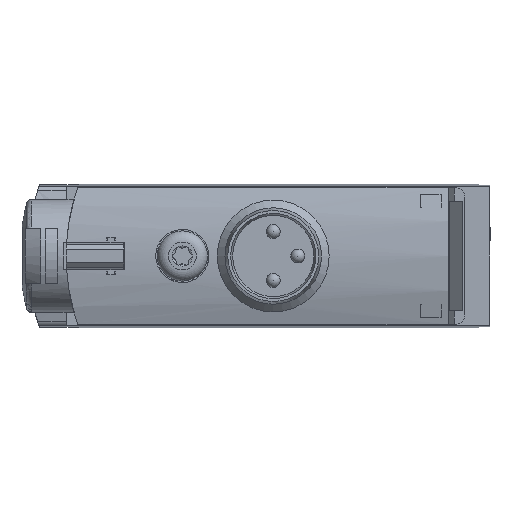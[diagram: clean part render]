
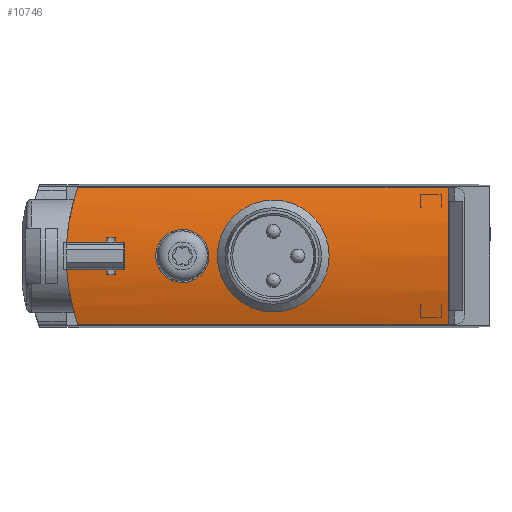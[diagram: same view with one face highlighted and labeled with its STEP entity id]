
A CAD part, left-side view. The second image highlights one B-rep face of the part: STEP entity #10746.
In plain terms, the highlighted cylindrical face has radius 15 mm (diameter 30 mm), a partial arc.
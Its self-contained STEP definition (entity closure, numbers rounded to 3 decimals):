
#521=B_SPLINE_CURVE_WITH_KNOTS('',3,(#18812,#18813,#18814,#18815,#18816,
#18817,#18818,#18819,#18820,#18821,#18822),.UNSPECIFIED.,.T.,.F.,(1,1,1,
1,1,1,1,1,1,1,1,1,1,1,1),(-0.004,-0.003,-0.001,
0.,0.001,0.003,0.004,0.006,
0.007,0.009,0.01,0.012,
0.013,0.015,0.016),.UNSPECIFIED.);
#522=B_SPLINE_CURVE_WITH_KNOTS('',3,(#18856,#18857,#18858,#18859,#18860,
#18861,#18862,#18863,#18864,#18865,#18866),.UNSPECIFIED.,.T.,.F.,(1,1,1,
1,1,1,1,1,1,1,1,1,1,1,1),(-0.008,-0.006,-0.003,
0.,0.003,0.006,0.008,0.011,
0.014,0.017,0.02,0.023,
0.025,0.028,0.031),.UNSPECIFIED.);
#569=ELLIPSE('',#13201,21.213,15.);
#570=ELLIPSE('',#13207,21.213,15.);
#1263=LINE('',#18824,#2354);
#1264=LINE('',#18829,#2355);
#1265=LINE('',#18833,#2356);
#1266=LINE('',#18837,#2357);
#1267=LINE('',#18841,#2358);
#1268=LINE('',#18845,#2359);
#1269=LINE('',#18849,#2360);
#1270=LINE('',#18853,#2361);
#2354=VECTOR('',#15530,1000.);
#2355=VECTOR('',#15533,1000.);
#2356=VECTOR('',#15536,1000.);
#2357=VECTOR('',#15539,1000.);
#2358=VECTOR('',#15542,1000.);
#2359=VECTOR('',#15545,1000.);
#2360=VECTOR('',#15548,1000.);
#2361=VECTOR('',#15551,1000.);
#4701=ORIENTED_EDGE('',*,*,#6810,.F.);
#4702=ORIENTED_EDGE('',*,*,#6811,.F.);
#4703=ORIENTED_EDGE('',*,*,#6812,.T.);
#4704=ORIENTED_EDGE('',*,*,#6813,.T.);
#4705=ORIENTED_EDGE('',*,*,#6814,.T.);
#4706=ORIENTED_EDGE('',*,*,#6815,.T.);
#4707=ORIENTED_EDGE('',*,*,#6816,.T.);
#4708=ORIENTED_EDGE('',*,*,#6817,.T.);
#4709=ORIENTED_EDGE('',*,*,#6818,.T.);
#4710=ORIENTED_EDGE('',*,*,#6819,.T.);
#4711=ORIENTED_EDGE('',*,*,#6820,.T.);
#4712=ORIENTED_EDGE('',*,*,#6821,.T.);
#4713=ORIENTED_EDGE('',*,*,#6822,.T.);
#4714=ORIENTED_EDGE('',*,*,#6823,.T.);
#4715=ORIENTED_EDGE('',*,*,#6824,.T.);
#4716=ORIENTED_EDGE('',*,*,#6825,.T.);
#4717=ORIENTED_EDGE('',*,*,#6826,.T.);
#4718=ORIENTED_EDGE('',*,*,#6827,.F.);
#6810=EDGE_CURVE('',#8042,#8042,#521,.T.);
#6811=EDGE_CURVE('',#8043,#8044,#1263,.T.);
#6812=EDGE_CURVE('',#8043,#8045,#569,.T.);
#6813=EDGE_CURVE('',#8045,#8046,#1264,.T.);
#6814=EDGE_CURVE('',#8046,#8047,#8653,.F.);
#6815=EDGE_CURVE('',#8047,#8048,#1265,.T.);
#6816=EDGE_CURVE('',#8048,#8049,#8654,.F.);
#6817=EDGE_CURVE('',#8049,#8050,#1266,.T.);
#6818=EDGE_CURVE('',#8050,#8051,#8655,.F.);
#6819=EDGE_CURVE('',#8051,#8052,#1267,.F.);
#6820=EDGE_CURVE('',#8052,#8053,#8656,.F.);
#6821=EDGE_CURVE('',#8053,#8054,#1268,.F.);
#6822=EDGE_CURVE('',#8054,#8055,#8657,.F.);
#6823=EDGE_CURVE('',#8055,#8056,#1269,.F.);
#6824=EDGE_CURVE('',#8056,#8057,#570,.T.);
#6825=EDGE_CURVE('',#8057,#8058,#1270,.T.);
#6826=EDGE_CURVE('',#8058,#8044,#8658,.T.);
#6827=EDGE_CURVE('',#8059,#8059,#522,.T.);
#8042=VERTEX_POINT('',#18823);
#8043=VERTEX_POINT('',#18825);
#8044=VERTEX_POINT('',#18826);
#8045=VERTEX_POINT('',#18828);
#8046=VERTEX_POINT('',#18830);
#8047=VERTEX_POINT('',#18832);
#8048=VERTEX_POINT('',#18834);
#8049=VERTEX_POINT('',#18836);
#8050=VERTEX_POINT('',#18838);
#8051=VERTEX_POINT('',#18840);
#8052=VERTEX_POINT('',#18842);
#8053=VERTEX_POINT('',#18844);
#8054=VERTEX_POINT('',#18846);
#8055=VERTEX_POINT('',#18848);
#8056=VERTEX_POINT('',#18850);
#8057=VERTEX_POINT('',#18852);
#8058=VERTEX_POINT('',#18854);
#8059=VERTEX_POINT('',#18867);
#8653=CIRCLE('',#13202,15.);
#8654=CIRCLE('',#13203,15.);
#8655=CIRCLE('',#13204,15.);
#8656=CIRCLE('',#13205,15.);
#8657=CIRCLE('',#13206,15.);
#8658=CIRCLE('',#13208,15.);
#9247=EDGE_LOOP('',(#4701));
#9248=EDGE_LOOP('',(#4702,#4703,#4704,#4705,#4706,#4707,#4708,#4709,#4710,
#4711,#4712,#4713,#4714,#4715,#4716,#4717));
#9249=EDGE_LOOP('',(#4718));
#9966=FACE_BOUND('',#9247,.T.);
#9967=FACE_BOUND('',#9248,.T.);
#9968=FACE_BOUND('',#9249,.T.);
#10307=CYLINDRICAL_SURFACE('',#13200,15.);
#10746=ADVANCED_FACE('',(#9966,#9967,#9968),#10307,.T.);
#13200=AXIS2_PLACEMENT_3D('',#18811,#15528,#15529);
#13201=AXIS2_PLACEMENT_3D('',#18827,#15531,#15532);
#13202=AXIS2_PLACEMENT_3D('',#18831,#15534,#15535);
#13203=AXIS2_PLACEMENT_3D('',#18835,#15537,#15538);
#13204=AXIS2_PLACEMENT_3D('',#18839,#15540,#15541);
#13205=AXIS2_PLACEMENT_3D('',#18843,#15543,#15544);
#13206=AXIS2_PLACEMENT_3D('',#18847,#15546,#15547);
#13207=AXIS2_PLACEMENT_3D('',#18851,#15549,#15550);
#13208=AXIS2_PLACEMENT_3D('',#18855,#15552,#15553);
#15528=DIRECTION('',(0.,-1.,0.));
#15529=DIRECTION('',(0.,0.,-1.));
#15530=DIRECTION('',(0.,-1.,0.));
#15531=DIRECTION('',(0.707,-0.707,0.));
#15532=DIRECTION('',(-0.707,-0.707,0.));
#15533=DIRECTION('',(0.,-1.,0.));
#15534=DIRECTION('',(0.,-1.,0.));
#15535=DIRECTION('',(0.,0.,-1.));
#15536=DIRECTION('',(0.,-1.,0.));
#15537=DIRECTION('',(0.,1.,0.));
#15538=DIRECTION('',(0.,0.,1.));
#15539=DIRECTION('',(0.,-1.,0.));
#15540=DIRECTION('',(0.,1.,0.));
#15541=DIRECTION('',(0.,0.,1.));
#15542=DIRECTION('',(0.,-1.,0.));
#15543=DIRECTION('',(0.,1.,0.));
#15544=DIRECTION('',(0.,0.,1.));
#15545=DIRECTION('',(0.,-1.,0.));
#15546=DIRECTION('',(0.,-1.,0.));
#15547=DIRECTION('',(0.,0.,-1.));
#15548=DIRECTION('',(0.,-1.,0.));
#15549=DIRECTION('',(0.707,-0.707,0.));
#15550=DIRECTION('',(-0.707,-0.707,0.));
#15551=DIRECTION('',(0.,-1.,0.));
#15552=DIRECTION('',(0.,1.,0.));
#15553=DIRECTION('',(1.,0.,0.));
#18811=CARTESIAN_POINT('',(-5.1,27.5,0.));
#18812=CARTESIAN_POINT('',(9.84,17.509,-1.488));
#18813=CARTESIAN_POINT('',(9.749,19.,-2.106));
#18814=CARTESIAN_POINT('',(9.84,20.489,-1.488));
#18815=CARTESIAN_POINT('',(9.93,21.105,-0.002));
#18816=CARTESIAN_POINT('',(9.84,20.49,1.489));
#18817=CARTESIAN_POINT('',(9.749,19.,2.105));
#18818=CARTESIAN_POINT('',(9.84,17.513,1.49));
#18819=CARTESIAN_POINT('',(9.93,16.894,0.002));
#18820=CARTESIAN_POINT('',(9.84,17.509,-1.488));
#18821=CARTESIAN_POINT('',(9.749,19.,-2.106));
#18822=CARTESIAN_POINT('',(9.84,20.489,-1.488));
#18823=CARTESIAN_POINT('',(9.779,19.,-1.9));
#18824=CARTESIAN_POINT('',(9.077,27.5,-4.9));
#18825=CARTESIAN_POINT('',(9.077,26.477,-4.9));
#18826=CARTESIAN_POINT('',(9.077,0.,-4.9));
#18827=CARTESIAN_POINT('',(-5.1,12.3,0.));
#18828=CARTESIAN_POINT('',(9.867,27.267,-1.));
#18829=CARTESIAN_POINT('',(9.867,27.5,-1.));
#18830=CARTESIAN_POINT('',(9.867,24.4,-1.));
#18831=CARTESIAN_POINT('',(-5.1,24.4,0.));
#18832=CARTESIAN_POINT('',(9.839,24.4,-1.35));
#18833=CARTESIAN_POINT('',(9.839,27.5,-1.35));
#18834=CARTESIAN_POINT('',(9.839,23.8,-1.35));
#18835=CARTESIAN_POINT('',(-5.1,23.8,0.));
#18836=CARTESIAN_POINT('',(9.867,23.8,-1.));
#18837=CARTESIAN_POINT('',(9.867,27.5,-1.));
#18838=CARTESIAN_POINT('',(9.867,23.1,-1.));
#18839=CARTESIAN_POINT('',(-5.1,23.1,0.));
#18840=CARTESIAN_POINT('',(9.867,23.1,1.));
#18841=CARTESIAN_POINT('',(9.867,27.5,1.));
#18842=CARTESIAN_POINT('',(9.867,23.8,1.));
#18843=CARTESIAN_POINT('',(-5.1,23.8,0.));
#18844=CARTESIAN_POINT('',(9.839,23.8,1.35));
#18845=CARTESIAN_POINT('',(9.839,27.5,1.35));
#18846=CARTESIAN_POINT('',(9.839,24.4,1.35));
#18847=CARTESIAN_POINT('',(-5.1,24.4,0.));
#18848=CARTESIAN_POINT('',(9.867,24.4,1.));
#18849=CARTESIAN_POINT('',(9.867,27.5,1.));
#18850=CARTESIAN_POINT('',(9.867,27.267,1.));
#18851=CARTESIAN_POINT('',(-5.1,12.3,0.));
#18852=CARTESIAN_POINT('',(9.077,26.477,4.9));
#18853=CARTESIAN_POINT('',(9.077,27.5,4.9));
#18854=CARTESIAN_POINT('',(9.077,0.,4.9));
#18855=CARTESIAN_POINT('',(-5.1,0.,0.));
#18856=CARTESIAN_POINT('',(9.684,15.324,2.819));
#18857=CARTESIAN_POINT('',(9.35,12.499,3.99));
#18858=CARTESIAN_POINT('',(9.684,9.679,2.819));
#18859=CARTESIAN_POINT('',(10.008,8.511,0.004));
#18860=CARTESIAN_POINT('',(9.684,9.679,-2.822));
#18861=CARTESIAN_POINT('',(9.351,12.498,-3.988));
#18862=CARTESIAN_POINT('',(9.683,15.318,-2.824));
#18863=CARTESIAN_POINT('',(10.008,16.49,-0.002));
#18864=CARTESIAN_POINT('',(9.684,15.324,2.819));
#18865=CARTESIAN_POINT('',(9.35,12.499,3.99));
#18866=CARTESIAN_POINT('',(9.684,9.679,2.819));
#18867=CARTESIAN_POINT('',(9.462,12.5,3.6));
